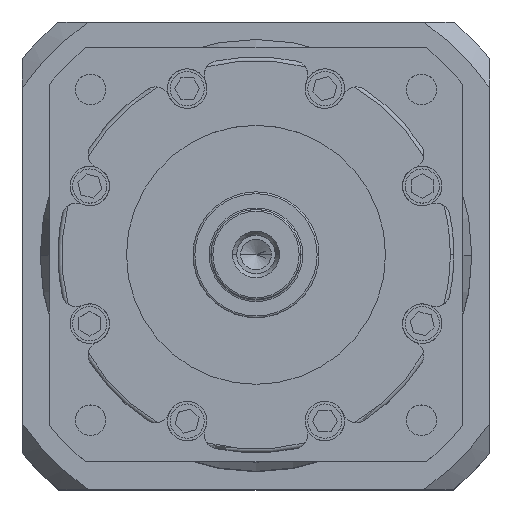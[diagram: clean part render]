
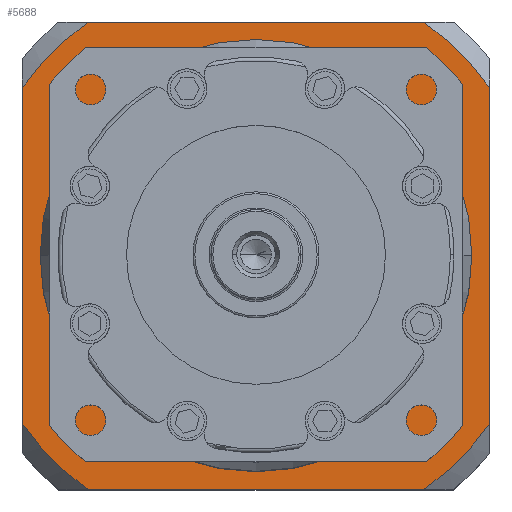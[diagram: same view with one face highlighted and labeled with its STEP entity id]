
A CAD part, top view. The second image highlights one B-rep face of the part: STEP entity #5688.
In plain terms, the highlighted planar face has unit normal (0, 0, 1).
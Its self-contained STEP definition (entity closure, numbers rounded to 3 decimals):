
#47 = CARTESIAN_POINT ( 'NONE',  ( 0., 0., 0. ) ) ;
#57 = CARTESIAN_POINT ( 'NONE',  ( 46.637, 65., 0. ) ) ;
#208 = CARTESIAN_POINT ( 'NONE',  ( 54.772, -65., 0. ) ) ;
#240 = AXIS2_PLACEMENT_3D ( 'NONE', #9476, #9399, #9252 ) ;
#431 = EDGE_CURVE ( 'NONE', #6641, #4926, #2967, .T. ) ;
#905 = DIRECTION ( 'NONE',  ( -1., 0., 0. ) ) ;
#1050 = ORIENTED_EDGE ( 'NONE', *, *, #3382, .T. ) ;
#1127 = DIRECTION ( 'NONE',  ( 0., -1., 0. ) ) ;
#1157 = EDGE_CURVE ( 'NONE', #5648, #10371, #1416, .T. ) ;
#1201 = ORIENTED_EDGE ( 'NONE', *, *, #3589, .F. ) ;
#1416 = CIRCLE ( 'NONE', #1961, 80. ) ;
#1663 = ORIENTED_EDGE ( 'NONE', *, *, #431, .T. ) ;
#1961 = AXIS2_PLACEMENT_3D ( 'NONE', #4427, #3780, #3822 ) ;
#2095 = VECTOR ( 'NONE', #8827, 1000. ) ;
#2303 = ORIENTED_EDGE ( 'NONE', *, *, #3969, .T. ) ;
#2467 = VERTEX_POINT ( 'NONE', #5503 ) ;
#2573 = CIRCLE ( 'NONE', #5139, 80. ) ;
#2778 = VERTEX_POINT ( 'NONE', #8232 ) ;
#2967 = CIRCLE ( 'NONE', #240, 60. ) ;
#3118 = CARTESIAN_POINT ( 'NONE',  ( -65., 54.772, 0. ) ) ;
#3136 = ORIENTED_EDGE ( 'NONE', *, *, #1157, .T. ) ;
#3244 = ORIENTED_EDGE ( 'NONE', *, *, #5544, .F. ) ;
#3348 = PLANE ( 'NONE',  #8432 ) ;
#3369 = CARTESIAN_POINT ( 'NONE',  ( 0., 0., 0. ) ) ;
#3382 = EDGE_CURVE ( 'NONE', #10692, #10748, #2573, .T. ) ;
#3589 = EDGE_CURVE ( 'NONE', #10692, #10172, #9563, .T. ) ;
#3619 = ORIENTED_EDGE ( 'NONE', *, *, #6550, .F. ) ;
#3696 = CARTESIAN_POINT ( 'NONE',  ( 54.772, 65., 0. ) ) ;
#3780 = DIRECTION ( 'NONE',  ( 0., 0., 1. ) ) ;
#3816 = CARTESIAN_POINT ( 'NONE',  ( -60., 0., 0. ) ) ;
#3822 = DIRECTION ( 'NONE',  ( -1., 0., 0. ) ) ;
#3854 = CARTESIAN_POINT ( 'NONE',  ( -46.637, -65., 0. ) ) ;
#3913 = VECTOR ( 'NONE', #9713, 1000. ) ;
#3969 = EDGE_CURVE ( 'NONE', #4926, #6641, #5783, .T. ) ;
#3991 = DIRECTION ( 'NONE',  ( 0., 1., 0. ) ) ;
#4127 = FACE_BOUND ( 'NONE', #8863, .T. ) ;
#4138 = AXIS2_PLACEMENT_3D ( 'NONE', #7673, #6730, #7634 ) ;
#4214 = DIRECTION ( 'NONE',  ( -1., 0., 0. ) ) ;
#4238 = DIRECTION ( 'NONE',  ( -1., 0., 0. ) ) ;
#4372 = LINE ( 'NONE', #208, #2095 ) ;
#4427 = CARTESIAN_POINT ( 'NONE',  ( 0., 0., 0. ) ) ;
#4576 = CARTESIAN_POINT ( 'NONE',  ( 65., -46.637, 0. ) ) ;
#4926 = VERTEX_POINT ( 'NONE', #5505 ) ;
#5139 = AXIS2_PLACEMENT_3D ( 'NONE', #9102, #5634, #8227 ) ;
#5503 = CARTESIAN_POINT ( 'NONE',  ( -65., 46.637, 0. ) ) ;
#5505 = CARTESIAN_POINT ( 'NONE',  ( 60., 0., 0. ) ) ;
#5544 = EDGE_CURVE ( 'NONE', #5648, #2467, #7762, .T. ) ;
#5634 = DIRECTION ( 'NONE',  ( 0., 0., 1. ) ) ;
#5648 = VERTEX_POINT ( 'NONE', #6728 ) ;
#5655 = AXIS2_PLACEMENT_3D ( 'NONE', #3369, #9393, #4238 ) ;
#5688 = ADVANCED_FACE ( 'NONE', ( #8698, #4127 ), #3348, .F. ) ;
#5709 = AXIS2_PLACEMENT_3D ( 'NONE', #47, #6043, #905 ) ;
#5783 = CIRCLE ( 'NONE', #4138, 60. ) ;
#6043 = DIRECTION ( 'NONE',  ( 0., 0., 1. ) ) ;
#6189 = LINE ( 'NONE', #3696, #3913 ) ;
#6361 = ORIENTED_EDGE ( 'NONE', *, *, #8141, .T. ) ;
#6550 = EDGE_CURVE ( 'NONE', #2778, #10371, #4372, .T. ) ;
#6641 = VERTEX_POINT ( 'NONE', #3816 ) ;
#6728 = CARTESIAN_POINT ( 'NONE',  ( -65., -46.637, 0. ) ) ;
#6730 = DIRECTION ( 'NONE',  ( 0., 0., -1. ) ) ;
#6828 = EDGE_LOOP ( 'NONE', ( #3619, #9942, #1201, #1050, #10501, #6361, #3244, #3136 ) ) ;
#6858 = CIRCLE ( 'NONE', #5655, 80. ) ;
#7279 = VECTOR ( 'NONE', #1127, 1000. ) ;
#7634 = DIRECTION ( 'NONE',  ( -1., 0., 0. ) ) ;
#7673 = CARTESIAN_POINT ( 'NONE',  ( 0., 0., 0. ) ) ;
#7733 = CARTESIAN_POINT ( 'NONE',  ( 65., 46.637, 0. ) ) ;
#7762 = LINE ( 'NONE', #3118, #9776 ) ;
#8025 = VERTEX_POINT ( 'NONE', #9337 ) ;
#8141 = EDGE_CURVE ( 'NONE', #8025, #2467, #8930, .T. ) ;
#8227 = DIRECTION ( 'NONE',  ( -1., 0., 0. ) ) ;
#8232 = CARTESIAN_POINT ( 'NONE',  ( 46.637, -65., 0. ) ) ;
#8432 = AXIS2_PLACEMENT_3D ( 'NONE', #8490, #9365, #4214 ) ;
#8490 = CARTESIAN_POINT ( 'NONE',  ( 0., 0., 0. ) ) ;
#8698 = FACE_OUTER_BOUND ( 'NONE', #6828, .T. ) ;
#8827 = DIRECTION ( 'NONE',  ( -1., 0., 0. ) ) ;
#8863 = EDGE_LOOP ( 'NONE', ( #1663, #2303 ) ) ;
#8930 = CIRCLE ( 'NONE', #5709, 80. ) ;
#9102 = CARTESIAN_POINT ( 'NONE',  ( 0., 0., 0. ) ) ;
#9252 = DIRECTION ( 'NONE',  ( -1., 0., 0. ) ) ;
#9256 = CARTESIAN_POINT ( 'NONE',  ( 65., 54.772, 0. ) ) ;
#9337 = CARTESIAN_POINT ( 'NONE',  ( -46.637, 65., 0. ) ) ;
#9365 = DIRECTION ( 'NONE',  ( 0., 0., -1. ) ) ;
#9393 = DIRECTION ( 'NONE',  ( 0., 0., 1. ) ) ;
#9399 = DIRECTION ( 'NONE',  ( 0., 0., -1. ) ) ;
#9476 = CARTESIAN_POINT ( 'NONE',  ( 0., 0., 0. ) ) ;
#9563 = LINE ( 'NONE', #9256, #7279 ) ;
#9713 = DIRECTION ( 'NONE',  ( 1., 0., 0. ) ) ;
#9776 = VECTOR ( 'NONE', #3991, 1000. ) ;
#9938 = EDGE_CURVE ( 'NONE', #2778, #10172, #6858, .T. ) ;
#9942 = ORIENTED_EDGE ( 'NONE', *, *, #9938, .T. ) ;
#10172 = VERTEX_POINT ( 'NONE', #4576 ) ;
#10371 = VERTEX_POINT ( 'NONE', #3854 ) ;
#10501 = ORIENTED_EDGE ( 'NONE', *, *, #10874, .F. ) ;
#10692 = VERTEX_POINT ( 'NONE', #7733 ) ;
#10748 = VERTEX_POINT ( 'NONE', #57 ) ;
#10874 = EDGE_CURVE ( 'NONE', #8025, #10748, #6189, .T. ) ;
